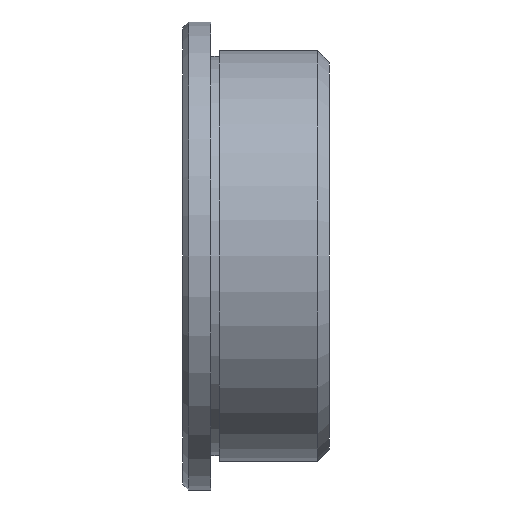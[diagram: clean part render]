
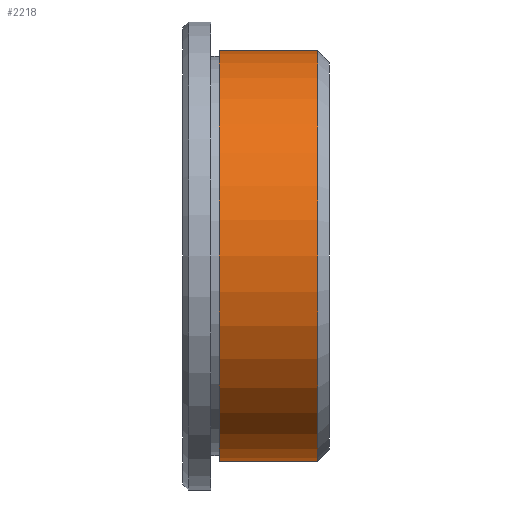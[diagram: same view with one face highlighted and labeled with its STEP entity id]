
A CAD part, left-side view. The second image highlights one B-rep face of the part: STEP entity #2218.
In plain terms, the highlighted cylindrical face has radius 7 mm (diameter 14 mm), a partial arc.
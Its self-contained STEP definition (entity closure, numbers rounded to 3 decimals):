
#54 = DIRECTION ( 'NONE',  ( 0., 0., -1. ) ) ;
#110 = AXIS2_PLACEMENT_3D ( 'NONE', #923, #560, #189 ) ;
#180 = CARTESIAN_POINT ( 'NONE',  ( 0., 3.75, -7. ) ) ;
#183 = VERTEX_POINT ( 'NONE', #821 ) ;
#189 = DIRECTION ( 'NONE',  ( 0., 0., 1. ) ) ;
#264 = ORIENTED_EDGE ( 'NONE', *, *, #1163, .F. ) ;
#285 = VECTOR ( 'NONE', #2107, 1000. ) ;
#319 = DIRECTION ( 'NONE',  ( 0., 1., 0. ) ) ;
#377 = CIRCLE ( 'NONE', #110, 7. ) ;
#387 = CARTESIAN_POINT ( 'NONE',  ( 0., 4.05, 7. ) ) ;
#389 = ORIENTED_EDGE ( 'NONE', *, *, #1154, .F. ) ;
#432 = FACE_OUTER_BOUND ( 'NONE', #1277, .T. ) ;
#504 = ORIENTED_EDGE ( 'NONE', *, *, #1849, .T. ) ;
#560 = DIRECTION ( 'NONE',  ( 0., 1., 0. ) ) ;
#621 = CARTESIAN_POINT ( 'NONE',  ( 0., 4.05, 0. ) ) ;
#642 = VERTEX_POINT ( 'NONE', #180 ) ;
#821 = CARTESIAN_POINT ( 'NONE',  ( 0., 3.75, 7. ) ) ;
#923 = CARTESIAN_POINT ( 'NONE',  ( 0., 3.75, 0. ) ) ;
#1090 = DIRECTION ( 'NONE',  ( 0., -1., 0. ) ) ;
#1126 = VERTEX_POINT ( 'NONE', #2015 ) ;
#1141 = AXIS2_PLACEMENT_3D ( 'NONE', #1403, #319, #1389 ) ;
#1154 = EDGE_CURVE ( 'NONE', #183, #2165, #1489, .T. ) ;
#1163 = EDGE_CURVE ( 'NONE', #642, #183, #377, .T. ) ;
#1173 = CYLINDRICAL_SURFACE ( 'NONE', #2044, 7. ) ;
#1208 = CARTESIAN_POINT ( 'NONE',  ( 0., 4.05, -7. ) ) ;
#1277 = EDGE_LOOP ( 'NONE', ( #389, #264, #2157, #504 ) ) ;
#1389 = DIRECTION ( 'NONE',  ( 0., 0., 1. ) ) ;
#1403 = CARTESIAN_POINT ( 'NONE',  ( 0., 0.4, 0. ) ) ;
#1489 = LINE ( 'NONE', #387, #2317 ) ;
#1499 = CARTESIAN_POINT ( 'NONE',  ( 0., 0.4, 7. ) ) ;
#1754 = LINE ( 'NONE', #1208, #285 ) ;
#1767 = EDGE_CURVE ( 'NONE', #642, #1126, #1754, .T. ) ;
#1849 = EDGE_CURVE ( 'NONE', #1126, #2165, #2033, .T. ) ;
#1905 = DIRECTION ( 'NONE',  ( 0., -1., 0. ) ) ;
#2015 = CARTESIAN_POINT ( 'NONE',  ( 0., 0.4, -7. ) ) ;
#2033 = CIRCLE ( 'NONE', #1141, 7. ) ;
#2044 = AXIS2_PLACEMENT_3D ( 'NONE', #621, #1905, #54 ) ;
#2107 = DIRECTION ( 'NONE',  ( 0., -1., 0. ) ) ;
#2157 = ORIENTED_EDGE ( 'NONE', *, *, #1767, .T. ) ;
#2165 = VERTEX_POINT ( 'NONE', #1499 ) ;
#2218 = ADVANCED_FACE ( 'NONE', ( #432 ), #1173, .T. ) ;
#2317 = VECTOR ( 'NONE', #1090, 1000. ) ;
